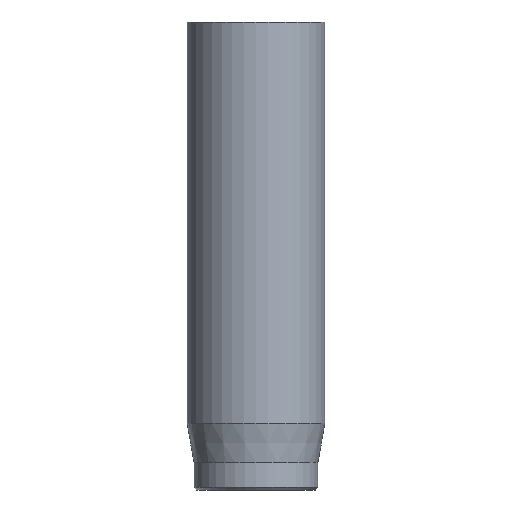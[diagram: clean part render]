
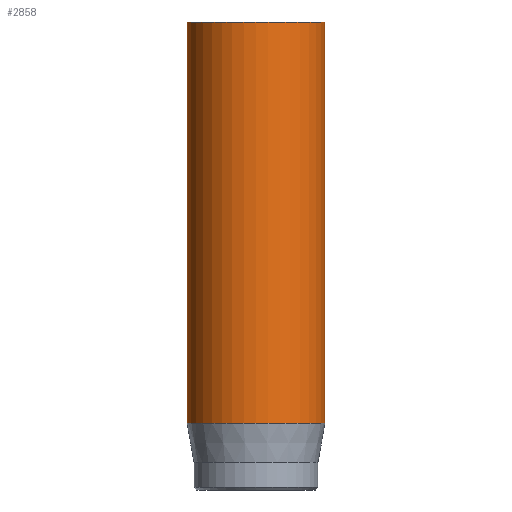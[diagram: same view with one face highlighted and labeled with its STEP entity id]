
A CAD part, front view. The second image highlights one B-rep face of the part: STEP entity #2858.
In plain terms, the highlighted cylindrical face has radius 2.5 mm (diameter 5 mm), a full revolution.
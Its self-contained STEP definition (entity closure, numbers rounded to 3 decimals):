
#32=CYLINDRICAL_SURFACE('',#2999,2.5);
#47=CIRCLE('',#2967,2.5);
#63=CIRCLE('',#2997,2.5);
#64=CIRCLE('',#2998,2.5);
#275=FACE_OUTER_BOUND('',#450,.T.);
#450=EDGE_LOOP('',(#2504,#2505,#2506,#2507,#2508));
#625=LINE('',#5684,#808);
#808=VECTOR('',#3307,2.5);
#1281=VERTEX_POINT('',#5624);
#1297=VERTEX_POINT('',#5678);
#1298=VERTEX_POINT('',#5679);
#1682=EDGE_CURVE('',#1281,#1281,#47,.T.);
#1706=EDGE_CURVE('',#1297,#1298,#63,.T.);
#1707=EDGE_CURVE('',#1298,#1297,#64,.T.);
#1709=EDGE_CURVE('',#1281,#1297,#625,.T.);
#2504=ORIENTED_EDGE('',*,*,#1682,.T.);
#2505=ORIENTED_EDGE('',*,*,#1709,.T.);
#2506=ORIENTED_EDGE('',*,*,#1706,.T.);
#2507=ORIENTED_EDGE('',*,*,#1707,.T.);
#2508=ORIENTED_EDGE('',*,*,#1709,.F.);
#2858=ADVANCED_FACE('',(#275),#32,.T.);
#2967=AXIS2_PLACEMENT_3D('',#5625,#3232,#3233);
#2997=AXIS2_PLACEMENT_3D('',#5680,#3300,#3301);
#2998=AXIS2_PLACEMENT_3D('',#5681,#3302,#3303);
#2999=AXIS2_PLACEMENT_3D('',#5683,#3305,#3306);
#3232=DIRECTION('center_axis',(0.,0.,-1.));
#3233=DIRECTION('ref_axis',(-1.,0.,0.));
#3300=DIRECTION('center_axis',(0.,0.,1.));
#3301=DIRECTION('ref_axis',(-1.,0.,0.));
#3302=DIRECTION('center_axis',(0.,0.,1.));
#3303=DIRECTION('ref_axis',(-1.,0.,0.));
#3305=DIRECTION('center_axis',(0.,0.,1.));
#3306=DIRECTION('ref_axis',(-1.,0.,0.));
#3307=DIRECTION('',(0.,0.,-1.));
#5624=CARTESIAN_POINT('',(2.5,0.,17.));
#5625=CARTESIAN_POINT('Origin',(0.,0.,17.));
#5678=CARTESIAN_POINT('',(2.5,0.,2.418));
#5679=CARTESIAN_POINT('',(-2.5,0.,2.418));
#5680=CARTESIAN_POINT('Origin',(0.,0.,2.418));
#5681=CARTESIAN_POINT('Origin',(0.,0.,2.418));
#5683=CARTESIAN_POINT('Origin',(0.,0.,0.));
#5684=CARTESIAN_POINT('',(2.5,0.,0.));
